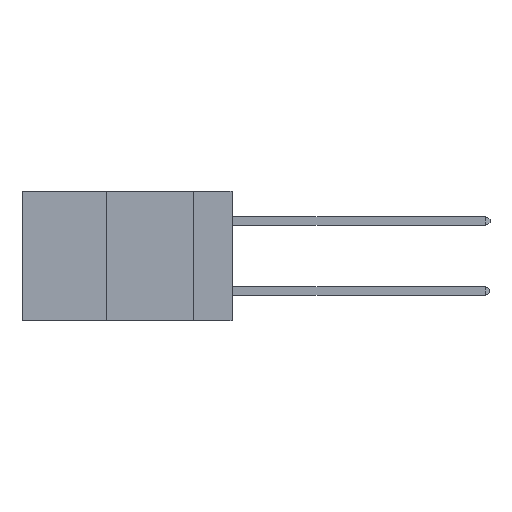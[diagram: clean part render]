
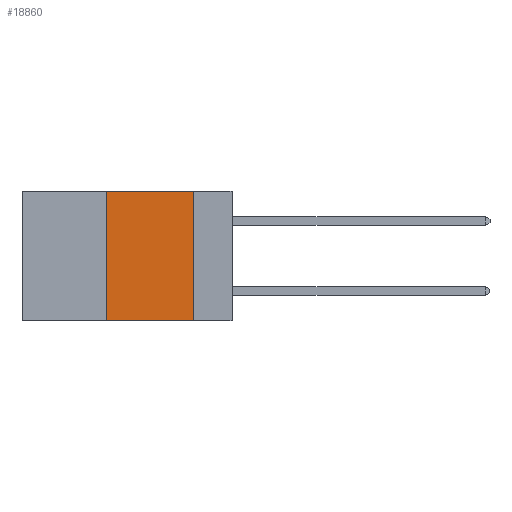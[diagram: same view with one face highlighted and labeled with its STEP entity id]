
A CAD part, left-side view. The second image highlights one B-rep face of the part: STEP entity #18860.
In plain terms, the highlighted planar face has unit normal (-1, 0, 0).
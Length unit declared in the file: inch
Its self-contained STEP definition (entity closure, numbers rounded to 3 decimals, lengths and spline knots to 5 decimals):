
#517 = VERTEX_POINT ( 'NONE', #4093 ) ;
#1700 = ORIENTED_EDGE ( 'NONE', *, *, #12641, .F. ) ;
#2073 = EDGE_LOOP ( 'NONE', ( #1700, #12007, #11270, #17316 ) ) ;
#2176 = VECTOR ( 'NONE', #14573, 39.37008 ) ;
#2864 = AXIS2_PLACEMENT_3D ( 'NONE', #4569, #18460, #9239 ) ;
#3067 = VECTOR ( 'NONE', #16300, 39.37008 ) ;
#3113 = DIRECTION ( 'NONE',  ( 0., 0., 1. ) ) ;
#3400 = LINE ( 'NONE', #17328, #11238 ) ;
#4093 = CARTESIAN_POINT ( 'NONE',  ( 0., 0.36, -0.37 ) ) ;
#4569 = CARTESIAN_POINT ( 'NONE',  ( 0., 0.6, 0. ) ) ;
#5287 = CARTESIAN_POINT ( 'NONE',  ( 0., 0.6, 0. ) ) ;
#5652 = LINE ( 'NONE', #9446, #17963 ) ;
#7425 = EDGE_CURVE ( 'NONE', #517, #14354, #3400, .T. ) ;
#7678 = PLANE ( 'NONE',  #2864 ) ;
#8499 = CARTESIAN_POINT ( 'NONE',  ( 0., 0.11, 0. ) ) ;
#9109 = VERTEX_POINT ( 'NONE', #9538 ) ;
#9239 = DIRECTION ( 'NONE',  ( 0., 0., -1. ) ) ;
#9446 = CARTESIAN_POINT ( 'NONE',  ( 0., 0.36, 0. ) ) ;
#9538 = CARTESIAN_POINT ( 'NONE',  ( 0., 0.36, 0. ) ) ;
#9635 = DIRECTION ( 'NONE',  ( 0., -1., 0. ) ) ;
#10157 = FACE_OUTER_BOUND ( 'NONE', #2073, .T. ) ;
#11027 = LINE ( 'NONE', #5287, #2176 ) ;
#11238 = VECTOR ( 'NONE', #9635, 39.37008 ) ;
#11270 = ORIENTED_EDGE ( 'NONE', *, *, #11593, .F. ) ;
#11593 = EDGE_CURVE ( 'NONE', #517, #9109, #5652, .T. ) ;
#11925 = LINE ( 'NONE', #8499, #3067 ) ;
#12007 = ORIENTED_EDGE ( 'NONE', *, *, #17021, .F. ) ;
#12641 = EDGE_CURVE ( 'NONE', #18426, #14354, #11925, .T. ) ;
#13829 = CARTESIAN_POINT ( 'NONE',  ( 0., 0.11, -0.37 ) ) ;
#14354 = VERTEX_POINT ( 'NONE', #13829 ) ;
#14573 = DIRECTION ( 'NONE',  ( 0., -1., 0. ) ) ;
#15810 = CARTESIAN_POINT ( 'NONE',  ( 0., 0.11, 0. ) ) ;
#16300 = DIRECTION ( 'NONE',  ( 0., 0., -1. ) ) ;
#17021 = EDGE_CURVE ( 'NONE', #9109, #18426, #11027, .T. ) ;
#17316 = ORIENTED_EDGE ( 'NONE', *, *, #7425, .T. ) ;
#17328 = CARTESIAN_POINT ( 'NONE',  ( 0., 0.6, -0.37 ) ) ;
#17963 = VECTOR ( 'NONE', #3113, 39.37008 ) ;
#18426 = VERTEX_POINT ( 'NONE', #15810 ) ;
#18460 = DIRECTION ( 'NONE',  ( 1., 0., 0. ) ) ;
#18860 = ADVANCED_FACE ( 'NONE', ( #10157 ), #7678, .F. ) ;
